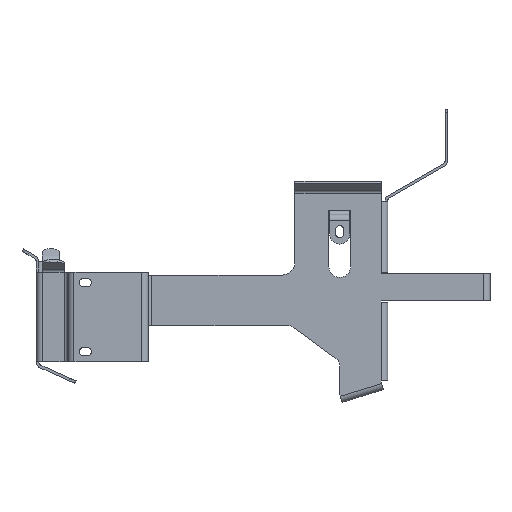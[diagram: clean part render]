
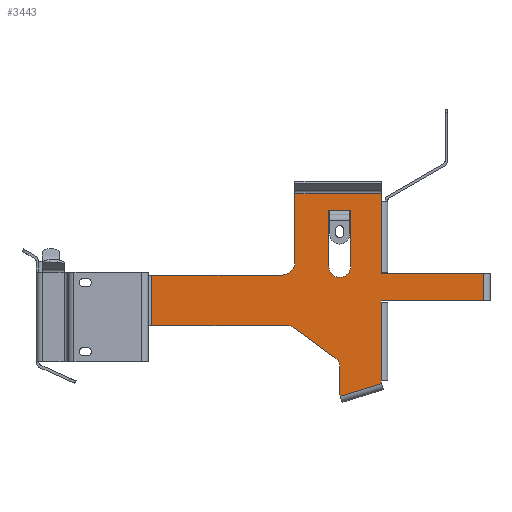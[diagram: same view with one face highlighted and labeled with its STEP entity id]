
A CAD part, left-side view. The second image highlights one B-rep face of the part: STEP entity #3443.
In plain terms, the highlighted planar face has unit normal (-1, 0, 0).
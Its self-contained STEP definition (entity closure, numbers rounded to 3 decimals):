
#176=CIRCLE('',#3724,8.);
#177=CIRCLE('',#3725,10.);
#178=CIRCLE('',#3726,6.993);
#179=CIRCLE('',#3727,6.993);
#636=ORIENTED_EDGE('',*,*,#1533,.T.);
#637=ORIENTED_EDGE('',*,*,#1534,.T.);
#638=ORIENTED_EDGE('',*,*,#1535,.T.);
#639=ORIENTED_EDGE('',*,*,#1536,.T.);
#640=ORIENTED_EDGE('',*,*,#1304,.T.);
#641=ORIENTED_EDGE('',*,*,#1537,.T.);
#642=ORIENTED_EDGE('',*,*,#1538,.F.);
#643=ORIENTED_EDGE('',*,*,#1539,.F.);
#644=ORIENTED_EDGE('',*,*,#1540,.F.);
#645=ORIENTED_EDGE('',*,*,#1541,.T.);
#646=ORIENTED_EDGE('',*,*,#1323,.F.);
#647=ORIENTED_EDGE('',*,*,#1325,.F.);
#648=ORIENTED_EDGE('',*,*,#1542,.T.);
#649=ORIENTED_EDGE('',*,*,#1309,.F.);
#650=ORIENTED_EDGE('',*,*,#1543,.T.);
#651=ORIENTED_EDGE('',*,*,#1544,.T.);
#652=ORIENTED_EDGE('',*,*,#1545,.F.);
#653=ORIENTED_EDGE('',*,*,#1327,.F.);
#654=ORIENTED_EDGE('',*,*,#1546,.T.);
#655=ORIENTED_EDGE('',*,*,#1547,.F.);
#656=ORIENTED_EDGE('',*,*,#1548,.F.);
#657=ORIENTED_EDGE('',*,*,#1549,.F.);
#658=ORIENTED_EDGE('',*,*,#1550,.T.);
#659=ORIENTED_EDGE('',*,*,#1337,.F.);
#660=ORIENTED_EDGE('',*,*,#1532,.F.);
#661=ORIENTED_EDGE('',*,*,#1334,.T.);
#662=ORIENTED_EDGE('',*,*,#1551,.T.);
#663=ORIENTED_EDGE('',*,*,#1552,.F.);
#664=ORIENTED_EDGE('',*,*,#1553,.T.);
#1304=EDGE_CURVE('',#1823,#1824,#2151,.T.);
#1309=EDGE_CURVE('',#1828,#1829,#2156,.T.);
#1323=EDGE_CURVE('',#1842,#1840,#2166,.T.);
#1325=EDGE_CURVE('',#1844,#1842,#2168,.T.);
#1327=EDGE_CURVE('',#1845,#1846,#2170,.T.);
#1334=EDGE_CURVE('',#1853,#1852,#2176,.T.);
#1337=EDGE_CURVE('',#1855,#1856,#2178,.T.);
#1532=EDGE_CURVE('',#1853,#1855,#2305,.T.);
#1533=EDGE_CURVE('',#1981,#1982,#176,.T.);
#1534=EDGE_CURVE('',#1982,#1983,#2306,.T.);
#1535=EDGE_CURVE('',#1983,#1984,#2307,.T.);
#1536=EDGE_CURVE('',#1984,#1823,#2308,.T.);
#1537=EDGE_CURVE('',#1824,#1981,#2309,.T.);
#1538=EDGE_CURVE('',#1985,#1986,#2310,.T.);
#1539=EDGE_CURVE('',#1987,#1985,#2311,.T.);
#1540=EDGE_CURVE('',#1988,#1987,#2312,.T.);
#1541=EDGE_CURVE('',#1988,#1840,#2313,.T.);
#1542=EDGE_CURVE('',#1844,#1829,#2314,.T.);
#1543=EDGE_CURVE('',#1828,#1989,#2315,.T.);
#1544=EDGE_CURVE('',#1989,#1990,#2316,.T.);
#1545=EDGE_CURVE('',#1846,#1990,#2317,.T.);
#1546=EDGE_CURVE('',#1845,#1831,#2318,.T.);
#1547=EDGE_CURVE('',#1991,#1831,#2319,.T.);
#1548=EDGE_CURVE('',#1992,#1991,#2320,.T.);
#1549=EDGE_CURVE('',#1993,#1992,#2321,.T.);
#1550=EDGE_CURVE('',#1993,#1856,#177,.T.);
#1551=EDGE_CURVE('',#1852,#1994,#178,.T.);
#1552=EDGE_CURVE('',#1995,#1994,#2322,.T.);
#1553=EDGE_CURVE('',#1995,#1986,#179,.T.);
#1823=VERTEX_POINT('',#5011);
#1824=VERTEX_POINT('',#5012);
#1828=VERTEX_POINT('',#5021);
#1829=VERTEX_POINT('',#5023);
#1831=VERTEX_POINT('',#5029);
#1840=VERTEX_POINT('',#5048);
#1842=VERTEX_POINT('',#5052);
#1844=VERTEX_POINT('',#5057);
#1845=VERTEX_POINT('',#5062);
#1846=VERTEX_POINT('',#5063);
#1852=VERTEX_POINT('',#5076);
#1853=VERTEX_POINT('',#5078);
#1855=VERTEX_POINT('',#5084);
#1856=VERTEX_POINT('',#5085);
#1981=VERTEX_POINT('',#5467);
#1982=VERTEX_POINT('',#5468);
#1983=VERTEX_POINT('',#5470);
#1984=VERTEX_POINT('',#5472);
#1985=VERTEX_POINT('',#5476);
#1986=VERTEX_POINT('',#5477);
#1987=VERTEX_POINT('',#5479);
#1988=VERTEX_POINT('',#5481);
#1989=VERTEX_POINT('',#5485);
#1990=VERTEX_POINT('',#5487);
#1991=VERTEX_POINT('',#5491);
#1992=VERTEX_POINT('',#5493);
#1993=VERTEX_POINT('',#5495);
#1994=VERTEX_POINT('',#5498);
#1995=VERTEX_POINT('',#5500);
#2151=LINE('',#5010,#2506);
#2156=LINE('',#5022,#2511);
#2166=LINE('',#5053,#2521);
#2168=LINE('',#5058,#2523);
#2170=LINE('',#5061,#2525);
#2176=LINE('',#5077,#2531);
#2178=LINE('',#5083,#2533);
#2305=LINE('',#5464,#2660);
#2306=LINE('',#5469,#2661);
#2307=LINE('',#5471,#2662);
#2308=LINE('',#5473,#2663);
#2309=LINE('',#5474,#2664);
#2310=LINE('',#5475,#2665);
#2311=LINE('',#5478,#2666);
#2312=LINE('',#5480,#2667);
#2313=LINE('',#5482,#2668);
#2314=LINE('',#5483,#2669);
#2315=LINE('',#5484,#2670);
#2316=LINE('',#5486,#2671);
#2317=LINE('',#5488,#2672);
#2318=LINE('',#5489,#2673);
#2319=LINE('',#5490,#2674);
#2320=LINE('',#5492,#2675);
#2321=LINE('',#5494,#2676);
#2322=LINE('',#5499,#2677);
#2506=VECTOR('',#3941,1000.);
#2511=VECTOR('',#3948,1000.);
#2521=VECTOR('',#3972,1000.);
#2523=VECTOR('',#3976,1000.);
#2525=VECTOR('',#3980,1000.);
#2531=VECTOR('',#3990,1000.);
#2533=VECTOR('',#3996,1000.);
#2660=VECTOR('',#4379,1000.);
#2661=VECTOR('',#4384,1000.);
#2662=VECTOR('',#4385,1000.);
#2663=VECTOR('',#4386,1000.);
#2664=VECTOR('',#4387,1000.);
#2665=VECTOR('',#4388,1000.);
#2666=VECTOR('',#4389,1000.);
#2667=VECTOR('',#4390,1000.);
#2668=VECTOR('',#4391,1000.);
#2669=VECTOR('',#4392,1000.);
#2670=VECTOR('',#4393,1000.);
#2671=VECTOR('',#4394,1000.);
#2672=VECTOR('',#4395,1000.);
#2673=VECTOR('',#4396,1000.);
#2674=VECTOR('',#4397,1000.);
#2675=VECTOR('',#4398,1000.);
#2676=VECTOR('',#4399,1000.);
#2677=VECTOR('',#4404,1000.);
#2934=EDGE_LOOP('',(#636,#637,#638,#639,#640,#641));
#2935=EDGE_LOOP('',(#642,#643,#644,#645,#646,#647,#648,#649,#650,#651,#652,
#653,#654,#655,#656,#657,#658,#659,#660,#661,#662,#663,#664));
#3135=FACE_BOUND('',#2934,.T.);
#3136=FACE_BOUND('',#2935,.T.);
#3311=PLANE('',#3723);
#3443=ADVANCED_FACE('',(#3135,#3136),#3311,.T.);
#3723=AXIS2_PLACEMENT_3D('',#5465,#4380,#4381);
#3724=AXIS2_PLACEMENT_3D('',#5466,#4382,#4383);
#3725=AXIS2_PLACEMENT_3D('',#5496,#4400,#4401);
#3726=AXIS2_PLACEMENT_3D('',#5497,#4402,#4403);
#3727=AXIS2_PLACEMENT_3D('',#5501,#4405,#4406);
#3941=DIRECTION('',(0.,-1.,0.));
#3948=DIRECTION('',(0.,0.,-1.));
#3972=DIRECTION('',(0.,0.956,-0.292));
#3976=DIRECTION('',(0.,0.,-1.));
#3980=DIRECTION('',(0.,0.,-1.));
#3990=DIRECTION('',(0.,-1.,0.));
#3996=DIRECTION('',(0.,-1.,0.));
#4379=DIRECTION('',(0.,0.,1.));
#4380=DIRECTION('',(-1.,0.,0.));
#4381=DIRECTION('',(0.,0.,1.));
#4382=DIRECTION('',(1.,0.,0.));
#4383=DIRECTION('',(0.,0.,-1.));
#4384=DIRECTION('',(0.,0.,1.));
#4385=DIRECTION('',(0.,-1.,0.));
#4386=DIRECTION('',(0.,-1.,0.));
#4387=DIRECTION('',(0.,0.,-1.));
#4388=DIRECTION('',(0.,0.,1.));
#4389=DIRECTION('',(0.,0.292,0.956));
#4390=DIRECTION('',(0.,0.956,-0.292));
#4391=DIRECTION('',(0.,0.292,0.956));
#4392=DIRECTION('',(0.,0.,1.));
#4393=DIRECTION('',(0.,-1.,0.));
#4394=DIRECTION('',(0.,0.,1.));
#4395=DIRECTION('',(0.,-1.,0.));
#4396=DIRECTION('',(0.,0.,1.));
#4397=DIRECTION('',(0.,0.,-1.));
#4398=DIRECTION('',(0.,-1.,0.));
#4399=DIRECTION('',(0.,0.,1.));
#4400=DIRECTION('',(1.,0.,0.));
#4401=DIRECTION('',(0.,0.,-1.));
#4402=DIRECTION('',(1.,0.,0.));
#4403=DIRECTION('',(0.,0.,-1.));
#4404=DIRECTION('',(0.,0.809,0.588));
#4405=DIRECTION('',(1.,0.,0.));
#4406=DIRECTION('',(0.,0.,-1.));
#5010=CARTESIAN_POINT('',(0.,43.3,-7.08));
#5011=CARTESIAN_POINT('',(0.,27.8,-7.08));
#5012=CARTESIAN_POINT('',(0.,27.3,-7.08));
#5021=CARTESIAN_POINT('',(0.,4.6,-73.555));
#5022=CARTESIAN_POINT('',(0.,4.6,5.5));
#5023=CARTESIAN_POINT('',(0.,4.6,-74.555));
#5029=CARTESIAN_POINT('',(0.,4.6,0.));
#5048=CARTESIAN_POINT('',(0.,4.648,-133.825));
#5052=CARTESIAN_POINT('',(0.,4.6,-133.81));
#5053=CARTESIAN_POINT('',(0.,4.6,-133.81));
#5057=CARTESIAN_POINT('',(0.,4.6,-132.534));
#5058=CARTESIAN_POINT('',(0.,4.6,5.5));
#5061=CARTESIAN_POINT('',(0.,4.6,5.5));
#5062=CARTESIAN_POINT('',(0.,4.6,-52.555));
#5063=CARTESIAN_POINT('',(0.,4.6,-53.555));
#5076=CARTESIAN_POINT('',(0.,73.815,-91.722));
#5077=CARTESIAN_POINT('',(0.,173.91,-91.722));
#5078=CARTESIAN_POINT('',(0.,173.91,-91.722));
#5083=CARTESIAN_POINT('',(0.,173.91,-54.599));
#5084=CARTESIAN_POINT('',(0.,173.91,-54.599));
#5085=CARTESIAN_POINT('',(0.,78.3,-54.599));
#5464=CARTESIAN_POINT('',(0.,173.91,-91.722));
#5465=CARTESIAN_POINT('',(0.,173.91,-91.722));
#5466=CARTESIAN_POINT('',(0.,35.3,-48.34));
#5467=CARTESIAN_POINT('',(0.,27.3,-48.34));
#5468=CARTESIAN_POINT('',(0.,43.3,-48.34));
#5469=CARTESIAN_POINT('',(0.,43.3,-48.34));
#5470=CARTESIAN_POINT('',(0.,43.3,-7.08));
#5471=CARTESIAN_POINT('',(0.,43.3,-7.08));
#5472=CARTESIAN_POINT('',(0.,42.8,-7.08));
#5473=CARTESIAN_POINT('',(0.,42.8,-7.08));
#5474=CARTESIAN_POINT('',(0.,27.3,-7.08));
#5475=CARTESIAN_POINT('',(0.,35.235,-142.899));
#5476=CARTESIAN_POINT('',(0.,35.235,-142.899));
#5477=CARTESIAN_POINT('',(0.,35.235,-121.664));
#5478=CARTESIAN_POINT('',(0.,35.158,-143.152));
#5479=CARTESIAN_POINT('',(0.,34.943,-143.854));
#5480=CARTESIAN_POINT('',(0.,4.433,-134.526));
#5481=CARTESIAN_POINT('',(0.,4.433,-134.526));
#5482=CARTESIAN_POINT('',(0.,4.433,-134.526));
#5483=CARTESIAN_POINT('',(0.,4.6,-132.534));
#5484=CARTESIAN_POINT('',(0.,4.6,-73.555));
#5485=CARTESIAN_POINT('',(0.,-70.8,-73.555));
#5486=CARTESIAN_POINT('',(0.,-70.8,-73.555));
#5487=CARTESIAN_POINT('',(0.,-70.8,-53.555));
#5488=CARTESIAN_POINT('',(0.,4.6,-53.555));
#5489=CARTESIAN_POINT('',(0.,4.6,-52.555));
#5490=CARTESIAN_POINT('',(0.,4.6,5.5));
#5491=CARTESIAN_POINT('',(0.,4.6,5.5));
#5492=CARTESIAN_POINT('',(0.,68.3,5.5));
#5493=CARTESIAN_POINT('',(0.,68.3,5.5));
#5494=CARTESIAN_POINT('',(0.,68.3,-44.599));
#5495=CARTESIAN_POINT('',(0.,68.3,-44.599));
#5496=CARTESIAN_POINT('',(0.,78.3,-44.599));
#5497=CARTESIAN_POINT('',(0.,73.815,-98.715));
#5498=CARTESIAN_POINT('',(0.,69.704,-93.058));
#5499=CARTESIAN_POINT('',(0.,38.118,-116.007));
#5500=CARTESIAN_POINT('',(0.,38.118,-116.007));
#5501=CARTESIAN_POINT('',(0.,42.228,-121.664));
